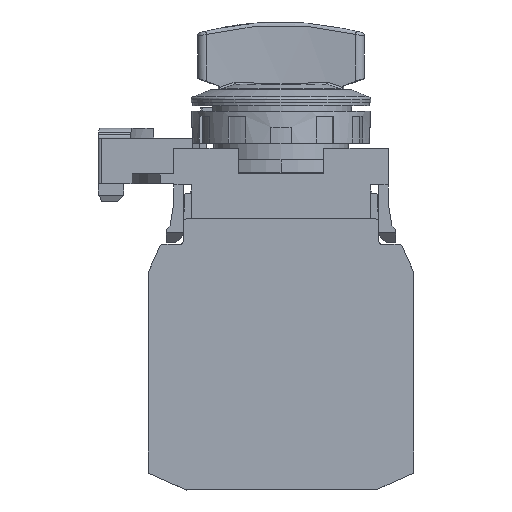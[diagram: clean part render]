
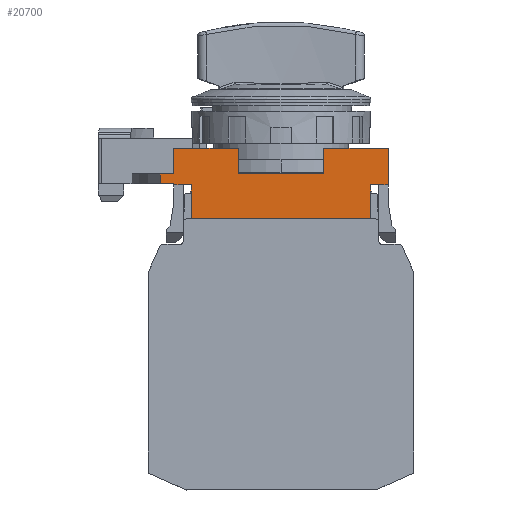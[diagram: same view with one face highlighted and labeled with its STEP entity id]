
A CAD part, left-side view. The second image highlights one B-rep face of the part: STEP entity #20700.
In plain terms, the highlighted planar face has unit normal (-1, 0, 0).
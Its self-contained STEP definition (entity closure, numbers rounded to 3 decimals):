
#44 = EDGE_CURVE ( 'NONE', #23691, #29109, #28016, .T. ) ;
#631 = ORIENTED_EDGE ( 'NONE', *, *, #11316, .F. ) ;
#914 = EDGE_CURVE ( 'NONE', #16584, #29030, #4014, .T. ) ;
#1075 = CARTESIAN_POINT ( 'NONE',  ( -14.9, 6.7, 11. ) ) ;
#1896 = VECTOR ( 'NONE', #11124, 1000. ) ;
#1920 = LINE ( 'NONE', #10896, #25523 ) ;
#2140 = CARTESIAN_POINT ( 'NONE',  ( -14.9, 1.057, 5.5 ) ) ;
#2146 = DIRECTION ( 'NONE',  ( 0., 0., 1. ) ) ;
#2333 = CARTESIAN_POINT ( 'NONE',  ( -14.9, 1.057, 5.3 ) ) ;
#2530 = VERTEX_POINT ( 'NONE', #13527 ) ;
#2954 = VECTOR ( 'NONE', #22009, 1000. ) ;
#3205 = CARTESIAN_POINT ( 'NONE',  ( -14.9, -14., 0. ) ) ;
#3599 = VERTEX_POINT ( 'NONE', #12312 ) ;
#3619 = EDGE_CURVE ( 'NONE', #8630, #19936, #16895, .T. ) ;
#3812 = VECTOR ( 'NONE', #2146, 1000. ) ;
#4014 = LINE ( 'NONE', #13001, #2954 ) ;
#4407 = CARTESIAN_POINT ( 'NONE',  ( -14.9, -6.7, 5.5 ) ) ;
#4509 = DIRECTION ( 'NONE',  ( 1., 0., 0. ) ) ;
#4519 = EDGE_CURVE ( 'NONE', #29030, #25896, #15747, .T. ) ;
#4865 = EDGE_CURVE ( 'NONE', #15051, #9020, #27201, .T. ) ;
#5088 = VERTEX_POINT ( 'NONE', #24074 ) ;
#5361 = DIRECTION ( 'NONE',  ( 0., -1., 0. ) ) ;
#5685 = DIRECTION ( 'NONE',  ( 0., 0., 1. ) ) ;
#5700 = DIRECTION ( 'NONE',  ( 0., 0., -1. ) ) ;
#5873 = CARTESIAN_POINT ( 'NONE',  ( -14.9, 18.815, 5.5 ) ) ;
#6360 = VECTOR ( 'NONE', #11313, 1000. ) ;
#6618 = CARTESIAN_POINT ( 'NONE',  ( -14.9, 6.7, 5.5 ) ) ;
#6701 = DIRECTION ( 'NONE',  ( 0., 0., 1. ) ) ;
#6717 = FACE_OUTER_BOUND ( 'NONE', #26134, .T. ) ;
#6912 = VECTOR ( 'NONE', #25302, 1000. ) ;
#6935 = ORIENTED_EDGE ( 'NONE', *, *, #3619, .T. ) ;
#6994 = CARTESIAN_POINT ( 'NONE',  ( -14.9, 1.057, 11. ) ) ;
#7204 = DIRECTION ( 'NONE',  ( 0., 1., 0. ) ) ;
#7274 = VECTOR ( 'NONE', #5685, 1000. ) ;
#7305 = LINE ( 'NONE', #16297, #6912 ) ;
#7327 = VERTEX_POINT ( 'NONE', #18503 ) ;
#7509 = VECTOR ( 'NONE', #7204, 1000. ) ;
#7664 = VECTOR ( 'NONE', #5361, 1000. ) ;
#7809 = CARTESIAN_POINT ( 'NONE',  ( -14.9, 1.057, 7. ) ) ;
#8005 = LINE ( 'NONE', #17004, #22783 ) ;
#8296 = VERTEX_POINT ( 'NONE', #5873 ) ;
#8354 = VERTEX_POINT ( 'NONE', #24168 ) ;
#8630 = VERTEX_POINT ( 'NONE', #3205 ) ;
#8682 = EDGE_CURVE ( 'NONE', #7327, #2530, #16909, .T. ) ;
#9020 = VERTEX_POINT ( 'NONE', #1075 ) ;
#10304 = ORIENTED_EDGE ( 'NONE', *, *, #16540, .T. ) ;
#10590 = VECTOR ( 'NONE', #15987, 1000. ) ;
#10896 = CARTESIAN_POINT ( 'NONE',  ( -14.9, 0., 0. ) ) ;
#11099 = AXIS2_PLACEMENT_3D ( 'NONE', #24720, #4509, #13497 ) ;
#11124 = DIRECTION ( 'NONE',  ( 0., 1., 0. ) ) ;
#11313 = DIRECTION ( 'NONE',  ( 0., 1., 0. ) ) ;
#11316 = EDGE_CURVE ( 'NONE', #2530, #19936, #18414, .T. ) ;
#11366 = CARTESIAN_POINT ( 'NONE',  ( -14.9, 6.7, 7. ) ) ;
#12085 = EDGE_CURVE ( 'NONE', #5088, #8296, #22344, .T. ) ;
#12312 = CARTESIAN_POINT ( 'NONE',  ( -14.9, 18.815, 7. ) ) ;
#12354 = ORIENTED_EDGE ( 'NONE', *, *, #15958, .F. ) ;
#13001 = CARTESIAN_POINT ( 'NONE',  ( -14.9, 14., 5.5 ) ) ;
#13222 = ORIENTED_EDGE ( 'NONE', *, *, #28888, .T. ) ;
#13334 = LINE ( 'NONE', #22349, #3812 ) ;
#13346 = EDGE_CURVE ( 'NONE', #25896, #5088, #13334, .T. ) ;
#13395 = DIRECTION ( 'NONE',  ( 0., 0., 1. ) ) ;
#13497 = DIRECTION ( 'NONE',  ( 0., 1., 0. ) ) ;
#13527 = CARTESIAN_POINT ( 'NONE',  ( -14.9, -16.7, 5.3 ) ) ;
#13683 = EDGE_CURVE ( 'NONE', #9020, #23691, #26828, .T. ) ;
#13685 = EDGE_CURVE ( 'NONE', #29109, #19145, #24620, .T. ) ;
#13704 = CARTESIAN_POINT ( 'NONE',  ( -14.9, -14., 5.3 ) ) ;
#15051 = VERTEX_POINT ( 'NONE', #22603 ) ;
#15606 = DIRECTION ( 'NONE',  ( 0., 0., -1. ) ) ;
#15609 = VECTOR ( 'NONE', #13395, 1000. ) ;
#15710 = PLANE ( 'NONE',  #11099 ) ;
#15747 = LINE ( 'NONE', #2333, #6360 ) ;
#15867 = ORIENTED_EDGE ( 'NONE', *, *, #4519, .F. ) ;
#15958 = EDGE_CURVE ( 'NONE', #3599, #8354, #16565, .T. ) ;
#15964 = VECTOR ( 'NONE', #5700, 1000. ) ;
#15987 = DIRECTION ( 'NONE',  ( 0., -1., 0. ) ) ;
#16297 = CARTESIAN_POINT ( 'NONE',  ( -14.9, 1.057, 11. ) ) ;
#16493 = CARTESIAN_POINT ( 'NONE',  ( -14.9, -6.7, 11. ) ) ;
#16540 = EDGE_CURVE ( 'NONE', #16584, #8630, #1920, .T. ) ;
#16565 = LINE ( 'NONE', #25564, #7664 ) ;
#16584 = VERTEX_POINT ( 'NONE', #20348 ) ;
#16664 = ORIENTED_EDGE ( 'NONE', *, *, #8682, .F. ) ;
#16813 = DIRECTION ( 'NONE',  ( 0., -1., 0. ) ) ;
#16895 = LINE ( 'NONE', #25895, #7274 ) ;
#16909 = LINE ( 'NONE', #25908, #15964 ) ;
#17004 = CARTESIAN_POINT ( 'NONE',  ( -14.9, 18.815, 6.25 ) ) ;
#17910 = LINE ( 'NONE', #26911, #25790 ) ;
#18177 = ORIENTED_EDGE ( 'NONE', *, *, #13685, .F. ) ;
#18414 = LINE ( 'NONE', #27415, #7509 ) ;
#18503 = CARTESIAN_POINT ( 'NONE',  ( -14.9, -16.7, 11. ) ) ;
#18891 = ORIENTED_EDGE ( 'NONE', *, *, #13346, .F. ) ;
#19145 = VERTEX_POINT ( 'NONE', #16493 ) ;
#19794 = ORIENTED_EDGE ( 'NONE', *, *, #4865, .F. ) ;
#19912 = DIRECTION ( 'NONE',  ( 0., -1., 0. ) ) ;
#19936 = VERTEX_POINT ( 'NONE', #13704 ) ;
#20348 = CARTESIAN_POINT ( 'NONE',  ( -14.9, 14., 0. ) ) ;
#20700 = ADVANCED_FACE ( 'NONE', ( #6717 ), #15710, .F. ) ;
#20705 = ORIENTED_EDGE ( 'NONE', *, *, #13683, .F. ) ;
#21249 = ORIENTED_EDGE ( 'NONE', *, *, #914, .F. ) ;
#21323 = ORIENTED_EDGE ( 'NONE', *, *, #12085, .F. ) ;
#21914 = EDGE_CURVE ( 'NONE', #19145, #7327, #7305, .T. ) ;
#22009 = DIRECTION ( 'NONE',  ( 0., 0., 1. ) ) ;
#22274 = ORIENTED_EDGE ( 'NONE', *, *, #21914, .F. ) ;
#22344 = LINE ( 'NONE', #2140, #1896 ) ;
#22349 = CARTESIAN_POINT ( 'NONE',  ( -14.9, 16.7, 4. ) ) ;
#22603 = CARTESIAN_POINT ( 'NONE',  ( -14.9, 16.7, 11. ) ) ;
#22783 = VECTOR ( 'NONE', #26003, 1000. ) ;
#23664 = ORIENTED_EDGE ( 'NONE', *, *, #44, .F. ) ;
#23691 = VERTEX_POINT ( 'NONE', #11366 ) ;
#24074 = CARTESIAN_POINT ( 'NONE',  ( -14.9, 16.7, 5.5 ) ) ;
#24168 = CARTESIAN_POINT ( 'NONE',  ( -14.9, 16.7, 7. ) ) ;
#24578 = EDGE_CURVE ( 'NONE', #8354, #15051, #17910, .T. ) ;
#24620 = LINE ( 'NONE', #4407, #15609 ) ;
#24720 = CARTESIAN_POINT ( 'NONE',  ( -14.9, -16.7, 0. ) ) ;
#24980 = CARTESIAN_POINT ( 'NONE',  ( -14.9, -6.7, 7. ) ) ;
#25302 = DIRECTION ( 'NONE',  ( 0., -1., 0. ) ) ;
#25523 = VECTOR ( 'NONE', #19912, 1000. ) ;
#25564 = CARTESIAN_POINT ( 'NONE',  ( -14.9, 1.057, 7. ) ) ;
#25790 = VECTOR ( 'NONE', #6701, 1000. ) ;
#25895 = CARTESIAN_POINT ( 'NONE',  ( -14.9, -14., 2.65 ) ) ;
#25896 = VERTEX_POINT ( 'NONE', #28069 ) ;
#25908 = CARTESIAN_POINT ( 'NONE',  ( -14.9, -16.7, 5.5 ) ) ;
#26003 = DIRECTION ( 'NONE',  ( 0., 0., -1. ) ) ;
#26134 = EDGE_LOOP ( 'NONE', ( #16664, #22274, #18177, #23664, #20705, #19794, #26296, #12354, #13222, #21323, #18891, #15867, #21249, #10304, #6935, #631 ) ) ;
#26296 = ORIENTED_EDGE ( 'NONE', *, *, #24578, .F. ) ;
#26828 = LINE ( 'NONE', #6618, #28316 ) ;
#26911 = CARTESIAN_POINT ( 'NONE',  ( -14.9, 16.7, 5.5 ) ) ;
#27201 = LINE ( 'NONE', #6994, #10590 ) ;
#27415 = CARTESIAN_POINT ( 'NONE',  ( -14.9, 1.057, 5.3 ) ) ;
#28016 = LINE ( 'NONE', #7809, #28427 ) ;
#28069 = CARTESIAN_POINT ( 'NONE',  ( -14.9, 16.7, 5.3 ) ) ;
#28316 = VECTOR ( 'NONE', #15606, 1000. ) ;
#28427 = VECTOR ( 'NONE', #16813, 1000. ) ;
#28888 = EDGE_CURVE ( 'NONE', #3599, #8296, #8005, .T. ) ;
#28953 = CARTESIAN_POINT ( 'NONE',  ( -14.9, 14., 5.3 ) ) ;
#29030 = VERTEX_POINT ( 'NONE', #28953 ) ;
#29109 = VERTEX_POINT ( 'NONE', #24980 ) ;
